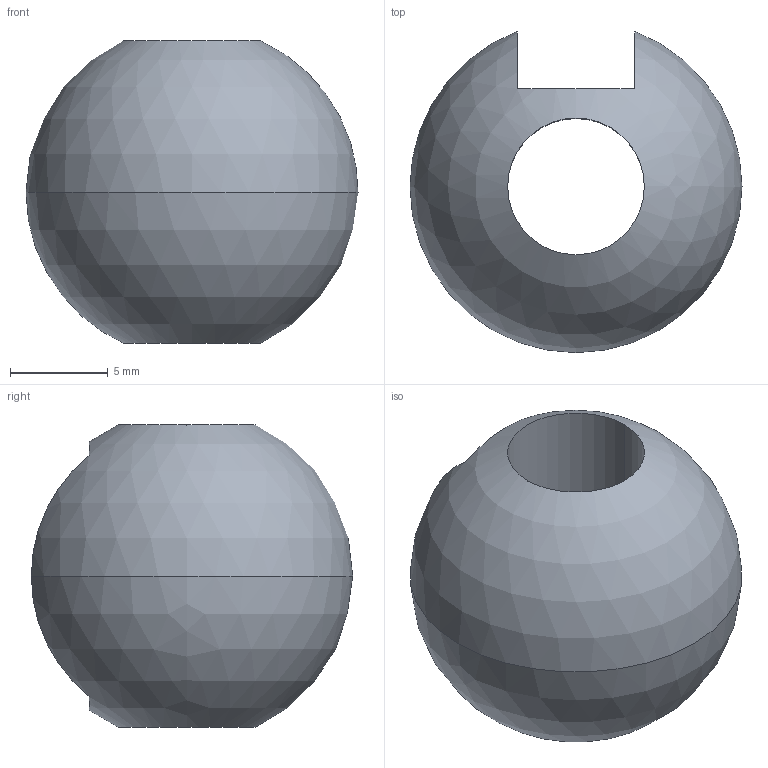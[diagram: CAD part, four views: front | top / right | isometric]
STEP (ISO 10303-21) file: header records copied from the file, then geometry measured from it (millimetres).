
FILE_DESCRIPTION (( 'STEP AP214' ), '1' );
FILE_NAME ('9_Bola.STEP', '2020-08-07T19:57:15', ( '' ), ( '' ), 'SwSTEP 2.0', 'SolidWorks 2020', '' );
FILE_SCHEMA (( 'AUTOMOTIVE_DESIGN' ));
Length unit declared in the file: millimetre
Products named in the file (1): 9_Bola
Bounding box: 17 x 16.45 x 15.49 mm (x, y, z)
Volume: 1761.4 mm3; surface area: 1204.3 mm2
Topology: 1 solids, 1 shells, 7 faces, 19 edges, 12 vertices
Faces by surface type: plane 3, cylinder 2, sphere 2
Entity records: 258 total; most frequent: DIRECTION 46, CARTESIAN_POINT 37, ORIENTED_EDGE 34, AXIS2_PLACEMENT_3D 21, EDGE_CURVE 17, CIRCLE 13, VERTEX_POINT 12, EDGE_LOOP 9
